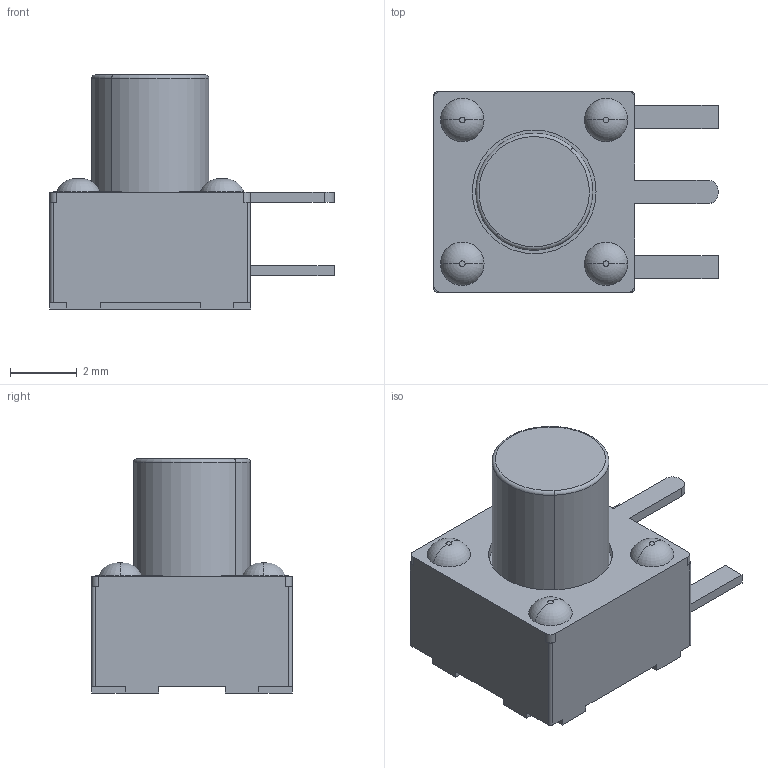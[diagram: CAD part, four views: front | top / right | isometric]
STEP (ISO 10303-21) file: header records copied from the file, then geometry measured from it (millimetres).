
FILE_DESCRIPTION (( 'STEP AP214' ), '1' );
FILE_NAME ('6X6侧按三脚.STEP', '2023-11-06T06:07:44', ( 'China' ), ( 'Home' ), 'SwSTEP 2.0', 'SolidWorks 2023', '' );
FILE_SCHEMA (( 'AUTOMOTIVE_DESIGN' ));
Length unit declared in the file: millimetre
Products named in the file (1): 6X6侧按三脚
Bounding box: 8.5 x 6 x 7 mm (x, y, z)
Volume: 135.1 mm3; surface area: 350.7 mm2
Topology: 1 solids, 2 shells, 183 faces, 453 edges, 294 vertices
Faces by surface type: plane 111, cylinder 34, torus 22, bspline 12, cone 4
Entity records: 6070 total; most frequent: CARTESIAN_POINT 1703, ORIENTED_EDGE 906, DIRECTION 875, EDGE_CURVE 453, VECTOR 311, LINE 311, VERTEX_POINT 294, AXIS2_PLACEMENT_3D 282
